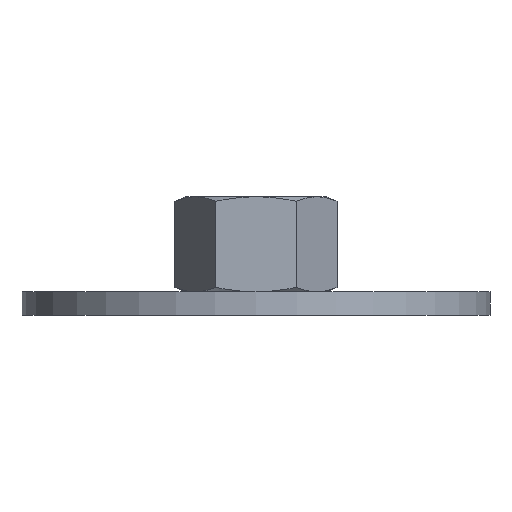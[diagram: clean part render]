
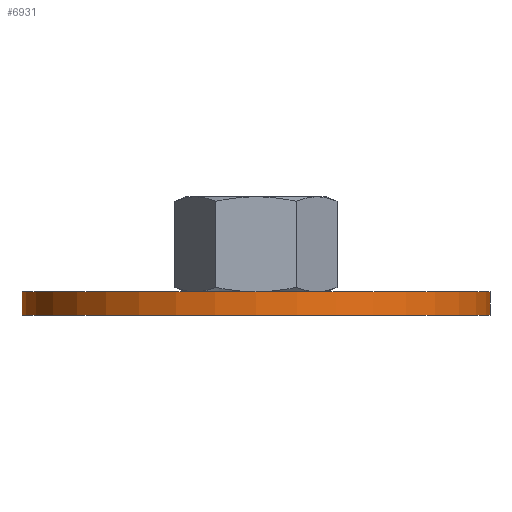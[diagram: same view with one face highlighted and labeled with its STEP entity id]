
A CAD part, front view. The second image highlights one B-rep face of the part: STEP entity #6931.
In plain terms, the highlighted cylindrical face has radius 50 mm (diameter 100 mm), a full revolution.
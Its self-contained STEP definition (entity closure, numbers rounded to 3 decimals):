
#5110 = PLANE('',#5111);
#5111 = AXIS2_PLACEMENT_3D('',#5112,#5113,#5114);
#5112 = CARTESIAN_POINT('',(0.,0.,0.));
#5113 = DIRECTION('',(0.,0.,1.));
#5114 = DIRECTION('',(1.,0.,0.));
#6078 = EDGE_CURVE('',#6079,#6079,#6081,.T.);
#6079 = VERTEX_POINT('',#6080);
#6080 = CARTESIAN_POINT('',(50.,0.,0.));
#6081 = SURFACE_CURVE('',#6082,(#6087,#6098),.PCURVE_S1.);
#6082 = CIRCLE('',#6083,50.);
#6083 = AXIS2_PLACEMENT_3D('',#6084,#6085,#6086);
#6084 = CARTESIAN_POINT('',(0.,0.,0.));
#6085 = DIRECTION('',(0.,0.,-1.));
#6086 = DIRECTION('',(1.,0.,0.));
#6087 = PCURVE('',#5110,#6088);
#6088 = DEFINITIONAL_REPRESENTATION('',(#6089),#6097);
#6089 = ( BOUNDED_CURVE() B_SPLINE_CURVE(2,(#6090,#6091,#6092,#6093,
#6094,#6095,#6096),.UNSPECIFIED.,.T.,.F.) B_SPLINE_CURVE_WITH_KNOTS((1,2
    ,2,2,2,1),(-2.094,0.,2.094,4.189,
6.283,8.378),.UNSPECIFIED.) CURVE() 
GEOMETRIC_REPRESENTATION_ITEM() RATIONAL_B_SPLINE_CURVE((1.,0.5,1.,0.5,
1.,0.5,1.)) REPRESENTATION_ITEM('') );
#6090 = CARTESIAN_POINT('',(50.,0.));
#6091 = CARTESIAN_POINT('',(50.,-86.603));
#6092 = CARTESIAN_POINT('',(-25.,-43.301));
#6093 = CARTESIAN_POINT('',(-100.,0.));
#6094 = CARTESIAN_POINT('',(-25.,43.301));
#6095 = CARTESIAN_POINT('',(50.,86.603));
#6096 = CARTESIAN_POINT('',(50.,0.));
#6097 = ( GEOMETRIC_REPRESENTATION_CONTEXT(2) 
PARAMETRIC_REPRESENTATION_CONTEXT() REPRESENTATION_CONTEXT('2D SPACE',''
  ) );
#6098 = PCURVE('',#6099,#6104);
#6099 = CYLINDRICAL_SURFACE('',#6100,50.);
#6100 = AXIS2_PLACEMENT_3D('',#6101,#6102,#6103);
#6101 = CARTESIAN_POINT('',(0.,0.,0.));
#6102 = DIRECTION('',(0.,0.,1.));
#6103 = DIRECTION('',(1.,0.,0.));
#6104 = DEFINITIONAL_REPRESENTATION('',(#6105),#6109);
#6105 = LINE('',#6106,#6107);
#6106 = CARTESIAN_POINT('',(-0.,0.));
#6107 = VECTOR('',#6108,1.);
#6108 = DIRECTION('',(-1.,0.));
#6109 = ( GEOMETRIC_REPRESENTATION_CONTEXT(2) 
PARAMETRIC_REPRESENTATION_CONTEXT() REPRESENTATION_CONTEXT('2D SPACE',''
  ) );
#6931 = ADVANCED_FACE('',(#6932),#6099,.T.);
#6932 = FACE_BOUND('',#6933,.F.);
#6933 = EDGE_LOOP('',(#6934,#6957,#6988,#6989));
#6934 = ORIENTED_EDGE('',*,*,#6935,.T.);
#6935 = EDGE_CURVE('',#6079,#6936,#6938,.T.);
#6936 = VERTEX_POINT('',#6937);
#6937 = CARTESIAN_POINT('',(50.,0.,-5.));
#6938 = SEAM_CURVE('',#6939,(#6943,#6950),.PCURVE_S1.);
#6939 = LINE('',#6940,#6941);
#6940 = CARTESIAN_POINT('',(50.,0.,0.));
#6941 = VECTOR('',#6942,1.);
#6942 = DIRECTION('',(0.,0.,-1.));
#6943 = PCURVE('',#6099,#6944);
#6944 = DEFINITIONAL_REPRESENTATION('',(#6945),#6949);
#6945 = LINE('',#6946,#6947);
#6946 = CARTESIAN_POINT('',(-0.,0.));
#6947 = VECTOR('',#6948,1.);
#6948 = DIRECTION('',(-0.,-1.));
#6949 = ( GEOMETRIC_REPRESENTATION_CONTEXT(2) 
PARAMETRIC_REPRESENTATION_CONTEXT() REPRESENTATION_CONTEXT('2D SPACE',''
  ) );
#6950 = PCURVE('',#6099,#6951);
#6951 = DEFINITIONAL_REPRESENTATION('',(#6952),#6956);
#6952 = LINE('',#6953,#6954);
#6953 = CARTESIAN_POINT('',(-6.283,0.));
#6954 = VECTOR('',#6955,1.);
#6955 = DIRECTION('',(-0.,-1.));
#6956 = ( GEOMETRIC_REPRESENTATION_CONTEXT(2) 
PARAMETRIC_REPRESENTATION_CONTEXT() REPRESENTATION_CONTEXT('2D SPACE',''
  ) );
#6957 = ORIENTED_EDGE('',*,*,#6958,.T.);
#6958 = EDGE_CURVE('',#6936,#6936,#6959,.T.);
#6959 = SURFACE_CURVE('',#6960,(#6965,#6972),.PCURVE_S1.);
#6960 = CIRCLE('',#6961,50.);
#6961 = AXIS2_PLACEMENT_3D('',#6962,#6963,#6964);
#6962 = CARTESIAN_POINT('',(0.,0.,-5.));
#6963 = DIRECTION('',(0.,0.,-1.));
#6964 = DIRECTION('',(1.,0.,0.));
#6965 = PCURVE('',#6099,#6966);
#6966 = DEFINITIONAL_REPRESENTATION('',(#6967),#6971);
#6967 = LINE('',#6968,#6969);
#6968 = CARTESIAN_POINT('',(-0.,-5.));
#6969 = VECTOR('',#6970,1.);
#6970 = DIRECTION('',(-1.,0.));
#6971 = ( GEOMETRIC_REPRESENTATION_CONTEXT(2) 
PARAMETRIC_REPRESENTATION_CONTEXT() REPRESENTATION_CONTEXT('2D SPACE',''
  ) );
#6972 = PCURVE('',#6973,#6978);
#6973 = PLANE('',#6974);
#6974 = AXIS2_PLACEMENT_3D('',#6975,#6976,#6977);
#6975 = CARTESIAN_POINT('',(0.,0.,-5.)
  );
#6976 = DIRECTION('',(0.,0.,1.));
#6977 = DIRECTION('',(1.,0.,0.));
#6978 = DEFINITIONAL_REPRESENTATION('',(#6979),#6987);
#6979 = ( BOUNDED_CURVE() B_SPLINE_CURVE(2,(#6980,#6981,#6982,#6983,
#6984,#6985,#6986),.UNSPECIFIED.,.T.,.F.) B_SPLINE_CURVE_WITH_KNOTS((1,2
    ,2,2,2,1),(-2.094,0.,2.094,4.189,
6.283,8.378),.UNSPECIFIED.) CURVE() 
GEOMETRIC_REPRESENTATION_ITEM() RATIONAL_B_SPLINE_CURVE((1.,0.5,1.,0.5,
1.,0.5,1.)) REPRESENTATION_ITEM('') );
#6980 = CARTESIAN_POINT('',(50.,0.));
#6981 = CARTESIAN_POINT('',(50.,-86.603));
#6982 = CARTESIAN_POINT('',(-25.,-43.301));
#6983 = CARTESIAN_POINT('',(-100.,0.));
#6984 = CARTESIAN_POINT('',(-25.,43.301));
#6985 = CARTESIAN_POINT('',(50.,86.603));
#6986 = CARTESIAN_POINT('',(50.,0.));
#6987 = ( GEOMETRIC_REPRESENTATION_CONTEXT(2) 
PARAMETRIC_REPRESENTATION_CONTEXT() REPRESENTATION_CONTEXT('2D SPACE',''
  ) );
#6988 = ORIENTED_EDGE('',*,*,#6935,.F.);
#6989 = ORIENTED_EDGE('',*,*,#6078,.F.);
